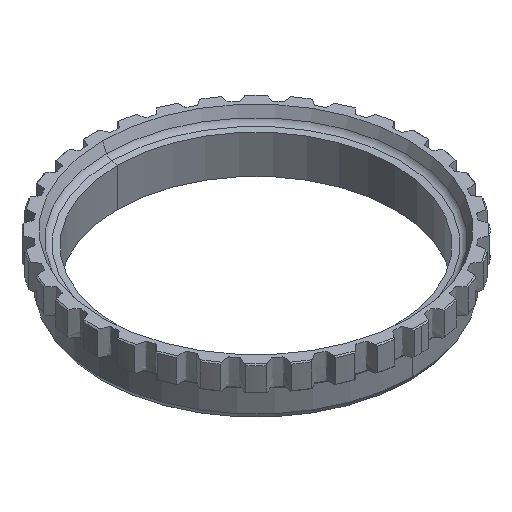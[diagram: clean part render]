
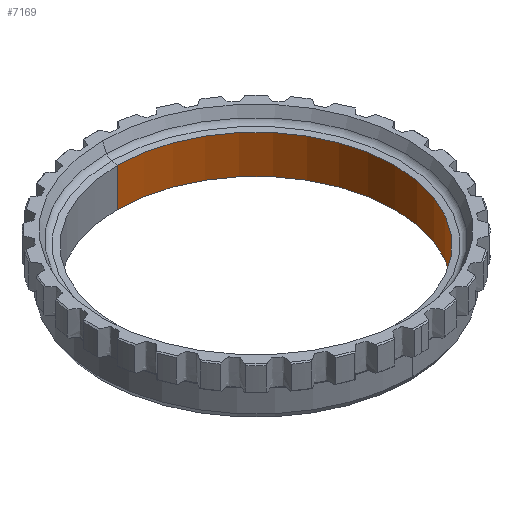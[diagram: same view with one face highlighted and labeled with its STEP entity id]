
A CAD part, isometric view. The second image highlights one B-rep face of the part: STEP entity #7169.
In plain terms, the highlighted cylindrical face has radius 40.193 mm (diameter 80.385 mm), a partial arc.
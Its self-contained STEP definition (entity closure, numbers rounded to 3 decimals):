
#6913=CARTESIAN_POINT('Vertex',(0.,40.193,-5.593)) ;
#6920=CARTESIAN_POINT('Vertex',(0.,-40.193,-5.593)) ;
#6935=CARTESIAN_POINT('Axis2P3D Location',(0.,0.,-5.593)) ;
#7127=CARTESIAN_POINT('Axis2P3D Location',(0.,0.,1.75)) ;
#7132=CARTESIAN_POINT('Line Origine',(0.,40.193,-0.047)) ;
#7136=CARTESIAN_POINT('Vertex',(0.,40.193,5.5)) ;
#7143=CARTESIAN_POINT('Vertex',(0.,-40.193,5.5)) ;
#7146=CARTESIAN_POINT('Line Origine',(0.,-40.193,-0.047)) ;
#7158=CARTESIAN_POINT('Axis2P3D Location',(0.,0.,5.5)) ;
#7134=VECTOR('Line Direction',#7133,1.) ;
#7148=VECTOR('Line Direction',#7147,1.) ;
#6936=DIRECTION('Axis2P3D Direction',(0.,0.,-1.)) ;
#7128=DIRECTION('Axis2P3D Direction',(0.,0.,1.)) ;
#7129=DIRECTION('Axis2P3D XDirection',(0.,1.,0.)) ;
#7133=DIRECTION('Vector Direction',(0.,0.,1.)) ;
#7147=DIRECTION('Vector Direction',(0.,0.,1.)) ;
#7159=DIRECTION('Axis2P3D Direction',(0.,0.,1.)) ;
#6937=AXIS2_PLACEMENT_3D('Circle Axis2P3D',#6935,#6936,$) ;
#7130=AXIS2_PLACEMENT_3D('Cylinder Axis2P3D',#7127,#7128,#7129) ;
#7160=AXIS2_PLACEMENT_3D('Circle Axis2P3D',#7158,#7159,$) ;
#7135=LINE('Line',#7132,#7134) ;
#7149=LINE('Line',#7146,#7148) ;
#6938=CIRCLE('generated circle',#6937,40.193) ;
#7161=CIRCLE('generated circle',#7160,40.193) ;
#7131=CYLINDRICAL_SURFACE('generated cylinder',#7130,40.193) ;
#6939=EDGE_CURVE('',#6921,#6914,#6938,.F.) ;
#7138=EDGE_CURVE('',#6914,#7137,#7135,.T.) ;
#7150=EDGE_CURVE('',#6921,#7144,#7149,.T.) ;
#7162=EDGE_CURVE('',#7144,#7137,#7161,.T.) ;
#7164=ORIENTED_EDGE('',*,*,#6939,.F.) ;
#7165=ORIENTED_EDGE('',*,*,#7150,.T.) ;
#7166=ORIENTED_EDGE('',*,*,#7162,.T.) ;
#7167=ORIENTED_EDGE('',*,*,#7138,.F.) ;
#7163=EDGE_LOOP('',(#7164,#7165,#7166,#7167)) ;
#6914=VERTEX_POINT('',#6913) ;
#6921=VERTEX_POINT('',#6920) ;
#7137=VERTEX_POINT('',#7136) ;
#7144=VERTEX_POINT('',#7143) ;
#7169=ADVANCED_FACE('TEAMS',(#7168),#7131,.F.) ;
#7168=FACE_OUTER_BOUND('',#7163,.T.) ;
